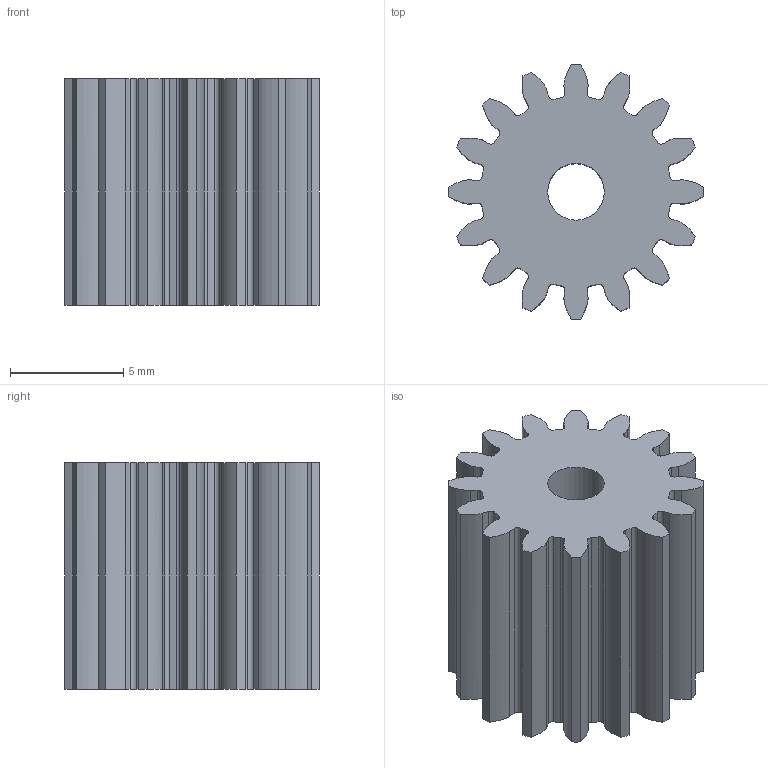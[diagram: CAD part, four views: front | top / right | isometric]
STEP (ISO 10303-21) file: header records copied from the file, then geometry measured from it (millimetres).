
FILE_DESCRIPTION(/* description */ ('Spur Gear; Module: 0.625; Num Teeth: 16; Pressure Angle: 20.0; Backlash: 0.00 mm'),/* implementation_level */ '2;1');
FILE_NAME(/* name */ 'Pinion_Gear.step',/* time_stamp */ '2025-07-15T13:59:49+09:00',/* author */ (''),/* organization */ (''),/* preprocessor_version */ 'ST-DEVELOPER v20.1',/* originating_system */ 'Autodesk Translation Framework v14.10.0.0',/* authorisation */ '');
FILE_SCHEMA (('AUTOMOTIVE_DESIGN { 1 0 10303 214 3 1 1 }'));
Length unit declared in the file: millimetre
Products named in the file (1): ピニオンギア
Bounding box: 11.25 x 11.25 x 10 mm (x, y, z)
Volume: 711.2 mm3; surface area: 858.6 mm2
Topology: 1 solids, 1 shells, 131 faces, 387 edges, 258 vertices
Faces by surface type: cylinder 65, plane 34, bspline 32
Full cylindrical faces by diameter (mm): 2.5 x1
Entity records: 13632 total; most frequent: CARTESIAN_POINT 10281, ORIENTED_EDGE 774, DIRECTION 653, EDGE_CURVE 387, VERTEX_POINT 258, AXIS2_PLACEMENT_3D 230, LINE 193, VECTOR 193
